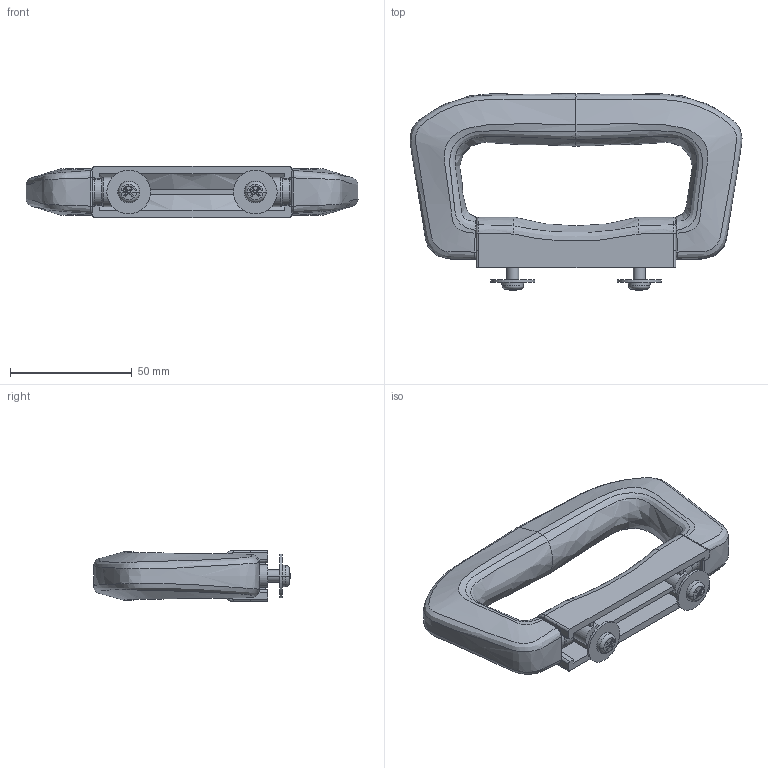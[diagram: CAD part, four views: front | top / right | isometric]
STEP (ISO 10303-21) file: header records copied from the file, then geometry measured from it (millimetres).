
FILE_DESCRIPTION (( 'STEP AP214' ), '1' );
FILE_NAME ('THA-465.STEP', '2015-08-24T04:31:42', ( '' ), ( '' ), 'SwSTEP 2.0', 'SolidWorks 2015', '' );
FILE_SCHEMA (( 'AUTOMOTIVE_DESIGN' ));
Length unit declared in the file: millimetre
Products named in the file (4): screw; base; grip; THA-465
Assembly tree (4 placements, depth 2):
  THA-465
    grip
    base
    screw  x2
Bounding box: 136.42 x 80.79 x 21 mm (x, y, z)
Volume: 85764.7 mm3; surface area: 28751.5 mm2
Topology: 4 solids, 4 shells, 200 faces, 486 edges, 298 vertices
Faces by surface type: plane 69, bspline 59, cylinder 42, torus 26, cone 4
Entity records: 15434 total; most frequent: CARTESIAN_POINT 11631, ORIENTED_EDGE 844, DIRECTION 647, EDGE_CURVE 422, VERTEX_POINT 260, AXIS2_PLACEMENT_3D 253, EDGE_LOOP 180, ADVANCED_FACE 174
